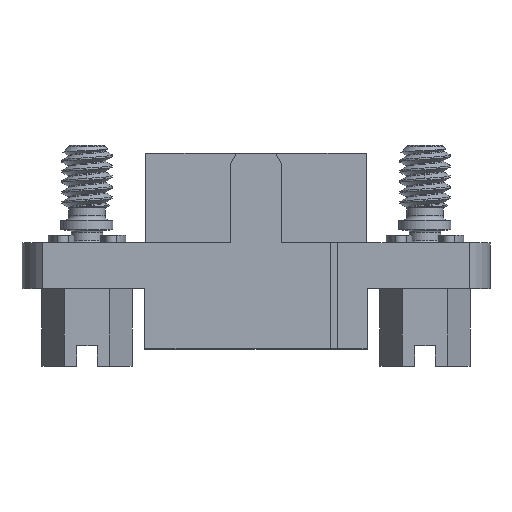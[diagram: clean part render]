
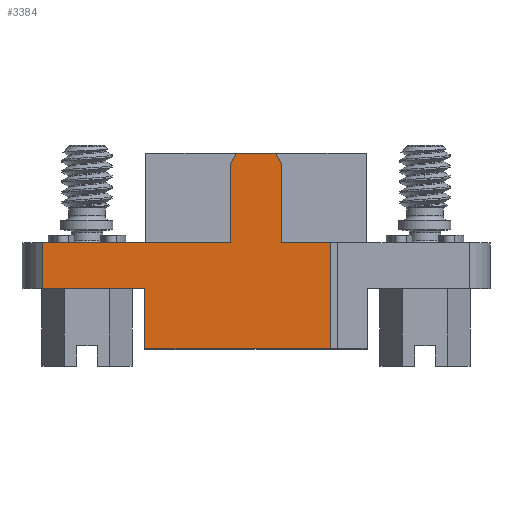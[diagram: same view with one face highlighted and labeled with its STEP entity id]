
A CAD part, top view. The second image highlights one B-rep face of the part: STEP entity #3384.
In plain terms, the highlighted planar face has unit normal (0, 0, 1).
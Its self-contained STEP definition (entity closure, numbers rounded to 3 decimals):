
#460=DIRECTION('',(-1.,0.,0.));
#461=VECTOR('',#460,7.12);
#462=CARTESIAN_POINT('',(2.85,-7.52,2.75));
#463=LINE('',#462,#461);
#1349=DIRECTION('',(0.,1.,0.));
#1350=VECTOR('',#1349,3.05);
#1351=CARTESIAN_POINT('',(-0.975,-3.44,2.75));
#1352=LINE('',#1351,#1350);
#1356=DIRECTION('',(0.5,0.866,0.));
#1357=VECTOR('',#1356,0.45);
#1358=CARTESIAN_POINT('',(-0.975,-0.39,2.75));
#1359=LINE('',#1358,#1357);
#1363=DIRECTION('',(1.,0.,0.));
#1364=VECTOR('',#1363,1.5);
#1365=CARTESIAN_POINT('',(-0.75,0.,2.75));
#1366=LINE('',#1365,#1364);
#1370=DIRECTION('',(0.5,-0.866,0.));
#1371=VECTOR('',#1370,0.45);
#1372=CARTESIAN_POINT('',(0.75,0.,2.75));
#1373=LINE('',#1372,#1371);
#1377=DIRECTION('',(0.,-1.,0.));
#1378=VECTOR('',#1377,3.05);
#1379=CARTESIAN_POINT('',(0.975,-0.39,2.75));
#1380=LINE('',#1379,#1378);
#1384=DIRECTION('',(0.,1.,0.));
#1385=VECTOR('',#1384,4.08);
#1386=CARTESIAN_POINT('',(2.85,-7.52,2.75));
#1387=LINE('',#1386,#1385);
#1465=DIRECTION('',(-1.,0.,0.));
#1466=VECTOR('',#1465,1.875);
#1467=CARTESIAN_POINT('',(2.85,-3.44,2.75));
#1468=LINE('',#1467,#1466);
#1486=DIRECTION('',(-1.,0.,0.));
#1487=VECTOR('',#1486,7.225);
#1488=CARTESIAN_POINT('',(-0.975,-3.44,2.75));
#1489=LINE('',#1488,#1487);
#1669=DIRECTION('',(-1.,0.,0.));
#1670=VECTOR('',#1669,3.93);
#1671=CARTESIAN_POINT('',(-4.27,-5.19,2.75));
#1672=LINE('',#1671,#1670);
#1711=DIRECTION('',(0.,-1.,0.));
#1712=VECTOR('',#1711,2.33);
#1713=CARTESIAN_POINT('',(-4.27,-5.19,2.75));
#1714=LINE('',#1713,#1712);
#1753=DIRECTION('',(0.,-1.,0.));
#1754=VECTOR('',#1753,1.75);
#1755=CARTESIAN_POINT('',(-8.2,-3.44,2.75));
#1756=LINE('',#1755,#1754);
#1914=CARTESIAN_POINT('',(-4.27,-7.52,2.75));
#1915=VERTEX_POINT('',#1914);
#1920=CARTESIAN_POINT('',(-4.27,-5.19,2.75));
#1922=VERTEX_POINT('',#1920);
#1926=CARTESIAN_POINT('',(-8.2,-5.19,2.75));
#1927=VERTEX_POINT('',#1926);
#1932=CARTESIAN_POINT('',(-0.975,-0.39,2.75));
#1933=CARTESIAN_POINT('',(-0.75,0.,2.75));
#1934=VERTEX_POINT('',#1932);
#1935=VERTEX_POINT('',#1933);
#1936=CARTESIAN_POINT('',(0.75,0.,2.75));
#1937=VERTEX_POINT('',#1936);
#1938=CARTESIAN_POINT('',(0.975,-0.39,2.75));
#1939=VERTEX_POINT('',#1938);
#1952=CARTESIAN_POINT('',(-0.975,-3.44,2.75));
#1953=VERTEX_POINT('',#1952);
#1954=CARTESIAN_POINT('',(0.975,-3.44,2.75));
#1955=VERTEX_POINT('',#1954);
#1956=CARTESIAN_POINT('',(-8.2,-3.44,2.75));
#1957=VERTEX_POINT('',#1956);
#2170=CARTESIAN_POINT('',(2.85,-7.52,2.75));
#2171=VERTEX_POINT('',#2170);
#2174=CARTESIAN_POINT('',(2.85,-3.44,2.75));
#2175=VERTEX_POINT('',#2174);
#3355=CARTESIAN_POINT('',(8.2,-3.44,2.75));
#3356=DIRECTION('',(0.,0.,1.));
#3357=DIRECTION('',(-1.,0.,0.));
#3358=AXIS2_PLACEMENT_3D('',#3355,#3356,#3357);
#3359=PLANE('',#3358);
#3360=ORIENTED_EDGE('',*,*,#2384,.T.);
#3362=ORIENTED_EDGE('',*,*,#3361,.F.);
#3364=ORIENTED_EDGE('',*,*,#3363,.T.);
#3366=ORIENTED_EDGE('',*,*,#3365,.F.);
#3368=ORIENTED_EDGE('',*,*,#3367,.F.);
#3370=ORIENTED_EDGE('',*,*,#3369,.T.);
#3372=ORIENTED_EDGE('',*,*,#3371,.T.);
#3373=ORIENTED_EDGE('',*,*,#2193,.T.);
#3375=ORIENTED_EDGE('',*,*,#3374,.T.);
#3377=ORIENTED_EDGE('',*,*,#3376,.T.);
#3379=ORIENTED_EDGE('',*,*,#3378,.F.);
#3381=ORIENTED_EDGE('',*,*,#3380,.F.);
#3382=EDGE_LOOP('',(#3360,#3362,#3364,#3366,#3368,#3370,#3372,#3373,#3375,#3377,
#3379,#3381));
#3383=FACE_OUTER_BOUND('',#3382,.F.);
#3384=ADVANCED_FACE('',(#3383),#3359,.T.);
#2193=EDGE_CURVE('',#1935,#1937,#1366,.T.);
#2384=EDGE_CURVE('',#2171,#1915,#463,.T.);
#3361=EDGE_CURVE('',#1922,#1915,#1714,.T.);
#3363=EDGE_CURVE('',#1922,#1927,#1672,.T.);
#3365=EDGE_CURVE('',#1957,#1927,#1756,.T.);
#3367=EDGE_CURVE('',#1953,#1957,#1489,.T.);
#3369=EDGE_CURVE('',#1953,#1934,#1352,.T.);
#3371=EDGE_CURVE('',#1934,#1935,#1359,.T.);
#3374=EDGE_CURVE('',#1937,#1939,#1373,.T.);
#3376=EDGE_CURVE('',#1939,#1955,#1380,.T.);
#3378=EDGE_CURVE('',#2175,#1955,#1468,.T.);
#3380=EDGE_CURVE('',#2171,#2175,#1387,.T.);
